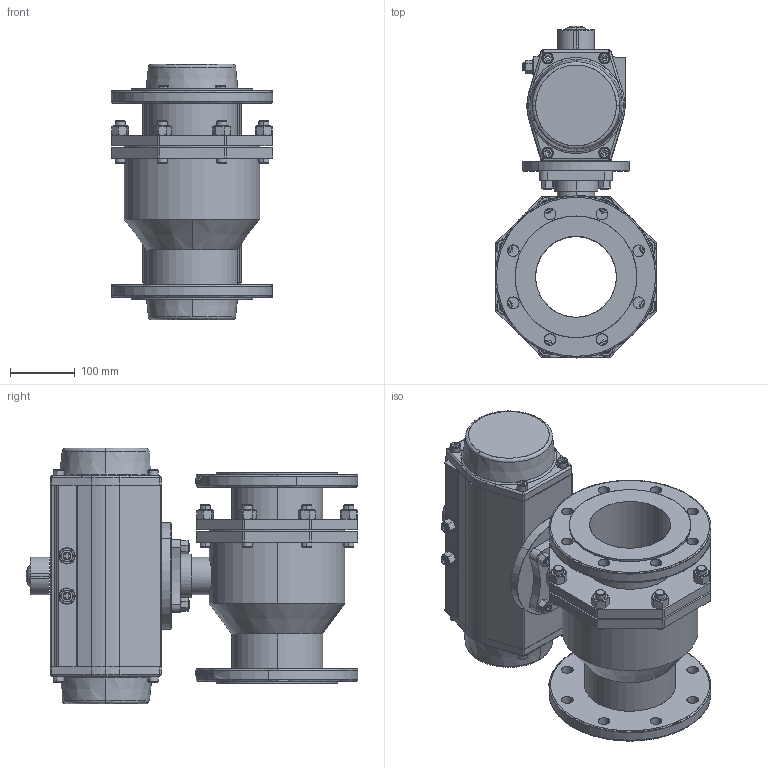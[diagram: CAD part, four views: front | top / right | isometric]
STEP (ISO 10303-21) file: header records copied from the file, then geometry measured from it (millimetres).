
FILE_DESCRIPTION (( 'STEP AP214' ), '1' );
FILE_NAME ('PK05_DN125 (PK05000012).STEP', '2022-04-28T06:16:46', ( '' ), ( '' ), 'SwSTEP 2.0', 'SolidWorks 2021', '' );
FILE_SCHEMA (( 'AUTOMOTIVE_DESIGN' ));
Length unit declared in the file: metre
Products named in the file (1): PK05_DN125 (PK05000012)
Bounding box: 250 x 512.99 x 395 mm (x, y, z)
Surface area: 967143.7 mm2 (no closed solid volume)
Topology: 0 solids, 571 shells, 959 faces, 4409 edges, 3860 vertices
Faces by surface type: plane 319, cylinder 301, bspline 179, cone 146, torus 10, sphere 4
Entity records: 116323 total; most frequent: CARTESIAN_POINT 74345, DIRECTION 5462, ORIENTED_EDGE 5089, EDGE_CURVE 4380, VERTEX_POINT 3860, AXIS2_PLACEMENT_3D 2016, B_SPLINE_CURVE_WITH_KNOTS 1715, LINE 1430
